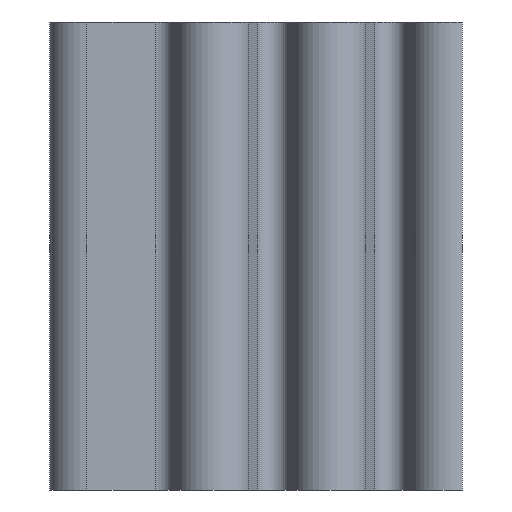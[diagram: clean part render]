
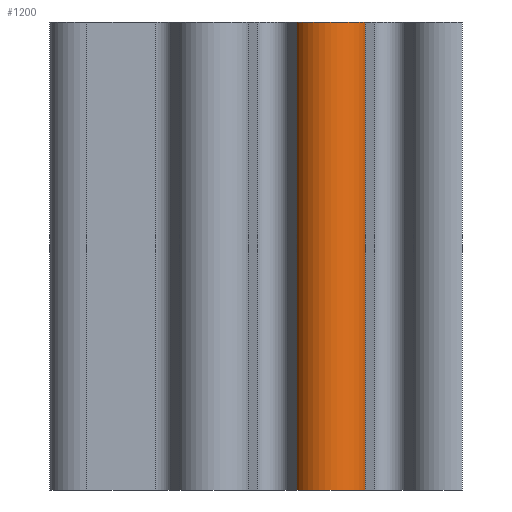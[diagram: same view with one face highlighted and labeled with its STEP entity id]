
A CAD part, left-side view. The second image highlights one B-rep face of the part: STEP entity #1200.
In plain terms, the highlighted cylindrical face has radius 2.7 mm (diameter 5.4 mm), a partial arc.
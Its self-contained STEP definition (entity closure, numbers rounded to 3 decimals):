
#53=CIRCLE('',#1321,2.7);
#54=CIRCLE('',#1322,2.7);
#94=CYLINDRICAL_SURFACE('',#1320,2.7);
#144=FACE_OUTER_BOUND('',#206,.T.);
#206=EDGE_LOOP('',(#925,#926,#927,#928));
#308=LINE('',#1968,#428);
#309=LINE('',#1974,#429);
#428=VECTOR('',#1600,10.);
#429=VECTOR('',#1607,10.);
#547=VERTEX_POINT('',#1964);
#548=VERTEX_POINT('',#1966);
#549=VERTEX_POINT('',#1970);
#550=VERTEX_POINT('',#1972);
#706=EDGE_CURVE('',#547,#548,#308,.T.);
#707=EDGE_CURVE('',#549,#547,#53,.T.);
#708=EDGE_CURVE('',#550,#548,#54,.T.);
#709=EDGE_CURVE('',#549,#550,#309,.T.);
#925=ORIENTED_EDGE('',*,*,#707,.T.);
#926=ORIENTED_EDGE('',*,*,#706,.T.);
#927=ORIENTED_EDGE('',*,*,#708,.F.);
#928=ORIENTED_EDGE('',*,*,#709,.F.);
#1200=ADVANCED_FACE('',(#144),#94,.T.);
#1320=AXIS2_PLACEMENT_3D('',#1969,#1601,#1602);
#1321=AXIS2_PLACEMENT_3D('',#1971,#1603,#1604);
#1322=AXIS2_PLACEMENT_3D('',#1973,#1605,#1606);
#1600=DIRECTION('',(0.,0.,1.));
#1601=DIRECTION('center_axis',(0.,0.,1.));
#1602=DIRECTION('ref_axis',(-0.376,0.927,0.));
#1603=DIRECTION('center_axis',(0.,0.,1.));
#1604=DIRECTION('ref_axis',(-0.376,0.927,0.));
#1605=DIRECTION('center_axis',(0.,0.,1.));
#1606=DIRECTION('ref_axis',(-0.376,0.927,0.));
#1607=DIRECTION('',(0.,0.,1.));
#1964=CARTESIAN_POINT('',(-14.655,104.729,0.));
#1966=CARTESIAN_POINT('',(-14.655,104.729,34.));
#1968=CARTESIAN_POINT('',(-14.655,104.729,0.));
#1969=CARTESIAN_POINT('Origin',(-13.639,107.231,0.));
#1970=CARTESIAN_POINT('',(-14.655,109.732,0.));
#1971=CARTESIAN_POINT('Origin',(-13.639,107.231,0.));
#1972=CARTESIAN_POINT('',(-14.655,109.732,34.));
#1973=CARTESIAN_POINT('Origin',(-13.639,107.231,34.));
#1974=CARTESIAN_POINT('',(-14.655,109.732,0.));
